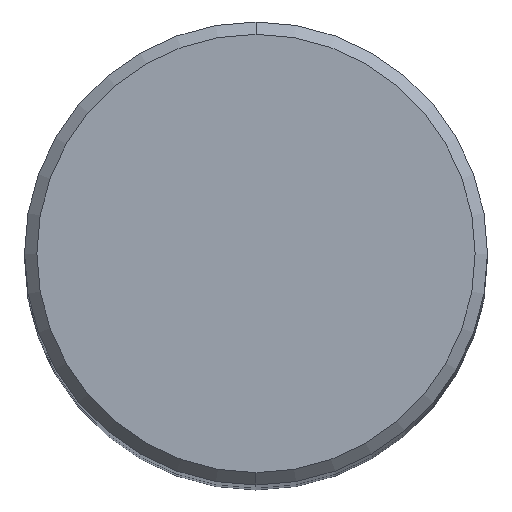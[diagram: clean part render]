
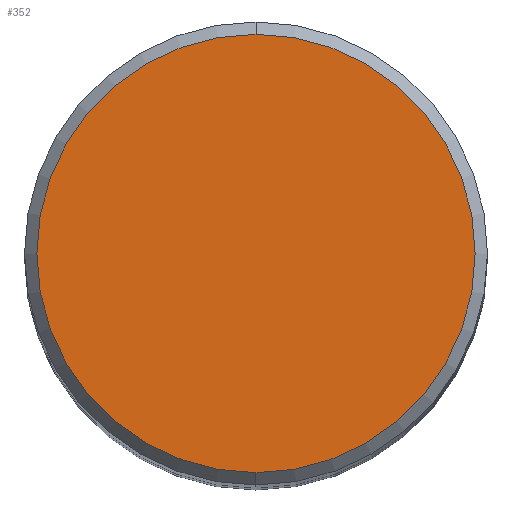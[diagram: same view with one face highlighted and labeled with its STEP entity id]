
A CAD part, top view. The second image highlights one B-rep face of the part: STEP entity #352.
In plain terms, the highlighted planar face has unit normal (0, 0, 1).
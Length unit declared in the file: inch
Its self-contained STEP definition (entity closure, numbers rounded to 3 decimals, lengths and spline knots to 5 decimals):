
#3 = CARTESIAN_POINT ( 'NONE',  ( 0., 0., 0. ) ) ;
#25 = VERTEX_POINT ( 'NONE', #76 ) ;
#76 = CARTESIAN_POINT ( 'NONE',  ( 0., 0.355, 0. ) ) ;
#79 = ORIENTED_EDGE ( 'NONE', *, *, #371, .T. ) ;
#115 = DIRECTION ( 'NONE',  ( 0., 1., 0. ) ) ;
#121 = DIRECTION ( 'NONE',  ( 0., 0., 1. ) ) ;
#148 = VERTEX_POINT ( 'NONE', #306 ) ;
#154 = CIRCLE ( 'NONE', #187, 0.355 ) ;
#160 = DIRECTION ( 'NONE',  ( 0., -1., 0. ) ) ;
#182 = PLANE ( 'NONE',  #320 ) ;
#187 = AXIS2_PLACEMENT_3D ( 'NONE', #3, #121, #214 ) ;
#207 = CARTESIAN_POINT ( 'NONE',  ( 0., 0.355, 0. ) ) ;
#210 = FACE_OUTER_BOUND ( 'NONE', #383, .T. ) ;
#214 = DIRECTION ( 'NONE',  ( 0., -1., 0. ) ) ;
#222 = CARTESIAN_POINT ( 'NONE',  ( 0., 0., 0. ) ) ;
#266 = EDGE_CURVE ( 'NONE', #25, #148, #346, .T. ) ;
#282 = DIRECTION ( 'NONE',  ( 0., 0., 1. ) ) ;
#306 = CARTESIAN_POINT ( 'NONE',  ( 0., -0.355, 0. ) ) ;
#320 = AXIS2_PLACEMENT_3D ( 'NONE', #207, #408, #115 ) ;
#329 = ORIENTED_EDGE ( 'NONE', *, *, #266, .T. ) ;
#346 = CIRCLE ( 'NONE', #406, 0.355 ) ;
#352 = ADVANCED_FACE ( 'NONE', ( #210 ), #182, .F. ) ;
#371 = EDGE_CURVE ( 'NONE', #148, #25, #154, .T. ) ;
#383 = EDGE_LOOP ( 'NONE', ( #329, #79 ) ) ;
#406 = AXIS2_PLACEMENT_3D ( 'NONE', #222, #282, #160 ) ;
#408 = DIRECTION ( 'NONE',  ( 0., 0., -1. ) ) ;
